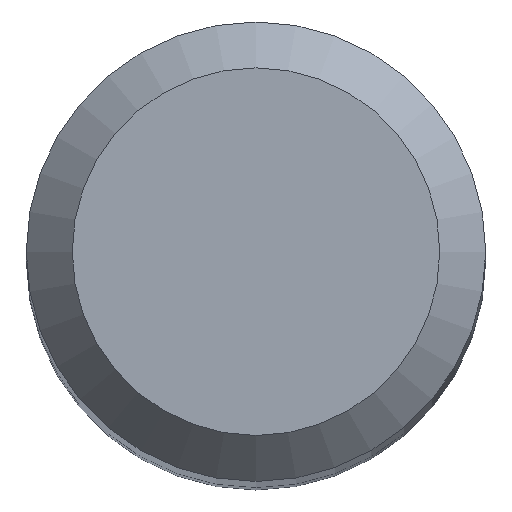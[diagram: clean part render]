
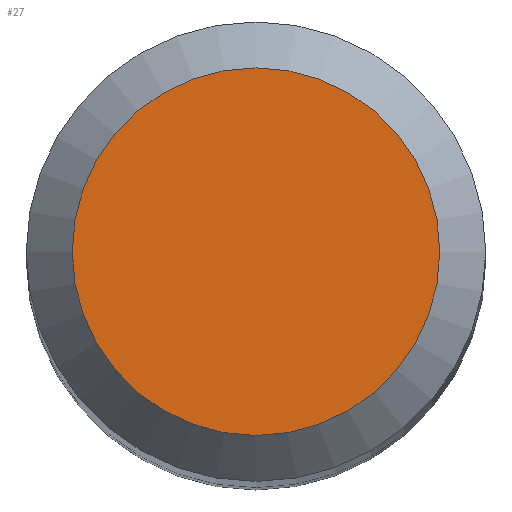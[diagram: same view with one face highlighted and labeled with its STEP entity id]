
A CAD part, top view. The second image highlights one B-rep face of the part: STEP entity #27.
In plain terms, the highlighted planar face has unit normal (0, 0, 1).
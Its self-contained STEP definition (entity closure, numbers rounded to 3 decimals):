
#6 = DIRECTION ( 'NONE',  ( 0., 0., -1. ) ) ;
#8 = FACE_OUTER_BOUND ( 'NONE', #110, .T. ) ;
#11 = ORIENTED_EDGE ( 'NONE', *, *, #175, .F. ) ;
#16 = PLANE ( 'NONE',  #21 ) ;
#21 = AXIS2_PLACEMENT_3D ( 'NONE', #77, #145, #139 ) ;
#27 = ADVANCED_FACE ( 'NONE', ( #8 ), #16, .F. ) ;
#53 = AXIS2_PLACEMENT_3D ( 'NONE', #151, #6, #65 ) ;
#65 = DIRECTION ( 'NONE',  ( 0., 1., 0. ) ) ;
#77 = CARTESIAN_POINT ( 'NONE',  ( 0., 0., 66. ) ) ;
#110 = EDGE_LOOP ( 'NONE', ( #11 ) ) ;
#139 = DIRECTION ( 'NONE',  ( 0., 1., 0. ) ) ;
#145 = DIRECTION ( 'NONE',  ( 0., 0., -1. ) ) ;
#151 = CARTESIAN_POINT ( 'NONE',  ( 0., 0., 66. ) ) ;
#158 = VERTEX_POINT ( 'NONE', #160 ) ;
#160 = CARTESIAN_POINT ( 'NONE',  ( 0., 2.4, 66. ) ) ;
#175 = EDGE_CURVE ( 'NONE', #158, #158, #194, .T. ) ;
#194 = CIRCLE ( 'NONE', #53, 2.4 ) ;
